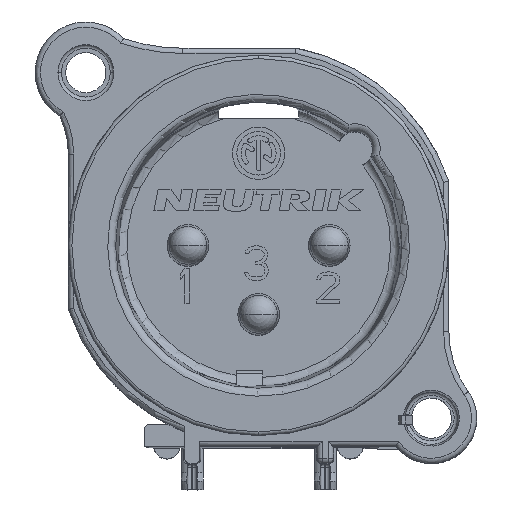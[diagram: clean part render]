
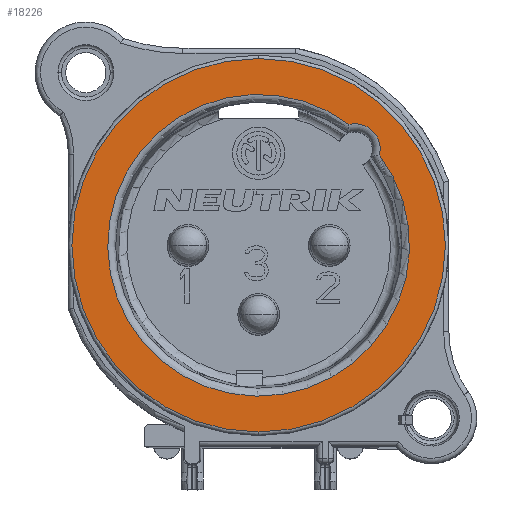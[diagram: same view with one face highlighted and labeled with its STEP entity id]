
A CAD part, top view. The second image highlights one B-rep face of the part: STEP entity #18226.
In plain terms, the highlighted planar face has unit normal (0, 0, 1).
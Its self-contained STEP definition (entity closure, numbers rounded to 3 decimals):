
#2520=CARTESIAN_POINT('',(0.,0.,2.7));
#2521=DIRECTION('',(0.,0.,-1.));
#2522=DIRECTION('',(0.,1.,0.));
#2523=AXIS2_PLACEMENT_3D('',#2520,#2521,#2522);
#2525=CARTESIAN_POINT('',(0.,0.,2.7));
#2526=DIRECTION('',(0.,0.,1.));
#2527=DIRECTION('',(0.,1.,0.));
#2528=AXIS2_PLACEMENT_3D('',#2525,#2526,#2527);
#2530=CARTESIAN_POINT('',(5.515,5.515,2.7));
#2531=DIRECTION('',(0.,0.,-1.));
#2532=DIRECTION('',(-0.235,0.972,0.));
#2533=AXIS2_PLACEMENT_3D('',#2530,#2531,#2532);
#2535=CARTESIAN_POINT('',(0.,0.,2.7));
#2536=DIRECTION('',(0.,0.,1.));
#2537=DIRECTION('',(0.599,0.801,0.));
#2538=AXIS2_PLACEMENT_3D('',#2535,#2536,#2537);
#12736=CARTESIAN_POINT('',(0.,10.7,2.7));
#12737=VERTEX_POINT('',#12736);
#12739=CARTESIAN_POINT('',(0.,-10.7,2.7));
#12741=VERTEX_POINT('',#12739);
#13474=CARTESIAN_POINT('',(5.175,6.925,2.7));
#13475=CARTESIAN_POINT('',(6.925,5.175,2.7));
#13476=VERTEX_POINT('',#13474);
#13477=VERTEX_POINT('',#13475);
#18211=CARTESIAN_POINT('',(0.,0.,2.7));
#18212=DIRECTION('',(0.,0.,-1.));
#18213=DIRECTION('',(0.,-1.,0.));
#18214=AXIS2_PLACEMENT_3D('',#18211,#18212,#18213);
#18215=PLANE('',#18214);
#18216=ORIENTED_EDGE('',*,*,#18193,.T.);
#18217=ORIENTED_EDGE('',*,*,#18204,.F.);
#18218=EDGE_LOOP('',(#18216,#18217));
#18219=FACE_OUTER_BOUND('',#18218,.F.);
#18221=ORIENTED_EDGE('',*,*,#18220,.F.);
#18223=ORIENTED_EDGE('',*,*,#18222,.T.);
#18224=EDGE_LOOP('',(#18221,#18223));
#18225=FACE_BOUND('',#18224,.F.);
#18226=ADVANCED_FACE('',(#18219,#18225),#18215,.F.);
#2524=CIRCLE('',#2523,10.7);
#2529=CIRCLE('',#2528,10.7);
#2534=CIRCLE('',#2533,1.45);
#2539=CIRCLE('',#2538,8.645);
#18193=EDGE_CURVE('',#12737,#12741,#2524,.T.);
#18204=EDGE_CURVE('',#12737,#12741,#2529,.T.);
#18220=EDGE_CURVE('',#13476,#13477,#2534,.T.);
#18222=EDGE_CURVE('',#13476,#13477,#2539,.T.);
